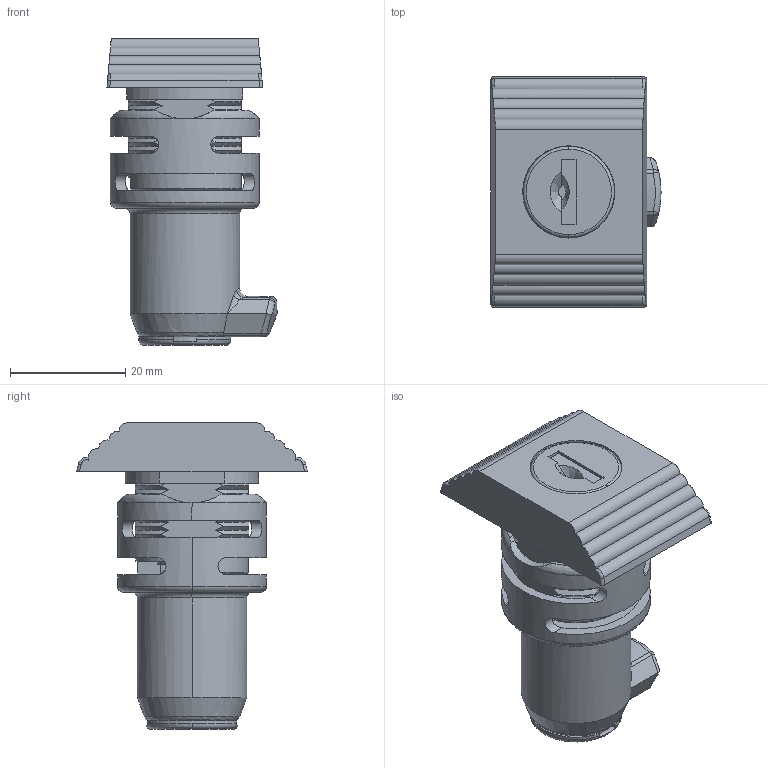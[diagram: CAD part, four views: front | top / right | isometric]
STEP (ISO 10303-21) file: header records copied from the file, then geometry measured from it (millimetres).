
FILE_DESCRIPTION((''),'2;1');
FILE_NAME('NSYTL220PLM-3D_ASM','2019-05-31T11:04:55',('SESA463997'),('Schneider-Electric'),'CREO PARAMETRIC BY PTC INC, 2018300','CREO PARAMETRIC BY PTC INC, 2018300','');
FILE_SCHEMA(('CONFIG_CONTROL_DESIGN'));
Length unit declared in the file: millimetre
Products named in the file (5): 530548000001; 5307510001; 536156000101; 5360480011; NSYTL220PLM-3D_ASM
Assembly tree (4 placements, depth 2):
  NSYTL220PLM-3D_ASM
    530548000001
    5307510001
    536156000101
    5360480011
Bounding box: 29.5 x 40 x 53.22 mm (x, y, z)
Volume: 18198.5 mm3; surface area: 13982.8 mm2
Topology: 4 solids, 5 shells, 407 faces, 1145 edges, 731 vertices
Faces by surface type: plane 143, cylinder 116, cone 81, bspline 36, torus 21, sphere 10
Entity records: 16495 total; most frequent: CARTESIAN_POINT 6280, ORIENTED_EDGE 2270, DIRECTION 1984, EDGE_CURVE 1137, AXIS2_PLACEMENT_3D 790, VERTEX_POINT 731, EDGE_LOOP 430, CIRCLE 408
